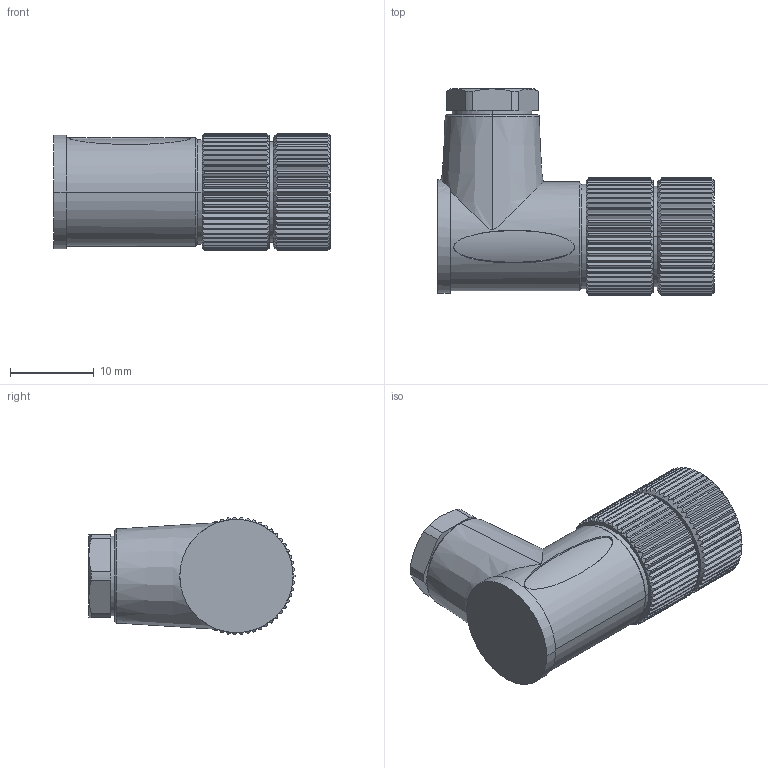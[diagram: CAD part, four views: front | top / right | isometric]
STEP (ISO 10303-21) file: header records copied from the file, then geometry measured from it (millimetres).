
FILE_DESCRIPTION((''),'2;1');
FILE_NAME('234957_ASM','2023-06-06T09:10:51',('banengservice'),('BANNER ENGINEERING'),'CREO PARAMETRIC BY PTC INC, 2022414','CREO PARAMETRIC BY PTC INC, 2022414','');
FILE_SCHEMA(('CONFIG_CONTROL_DESIGN'));
Length unit declared in the file: millimetre
Products named in the file (2): 234957_EP01; 234957_ASM
Assembly tree (1 placements, depth 2):
  234957_ASM
    234957_EP01
Bounding box: 33 x 24.6 x 14 mm (x, y, z)
Volume: 5715.5 mm3; surface area: 2767.6 mm2
Topology: 1 solids, 1 shells, 680 faces, 1842 edges, 1190 vertices
Faces by surface type: plane 272, cone 204, cylinder 177, bspline 21, torus 6
Entity records: 24207 total; most frequent: CARTESIAN_POINT 7563, ORIENTED_EDGE 3684, DIRECTION 3257, EDGE_CURVE 1842, AXIS2_PLACEMENT_3D 1263, VERTEX_POINT 1190, VECTOR 731, LINE 731
